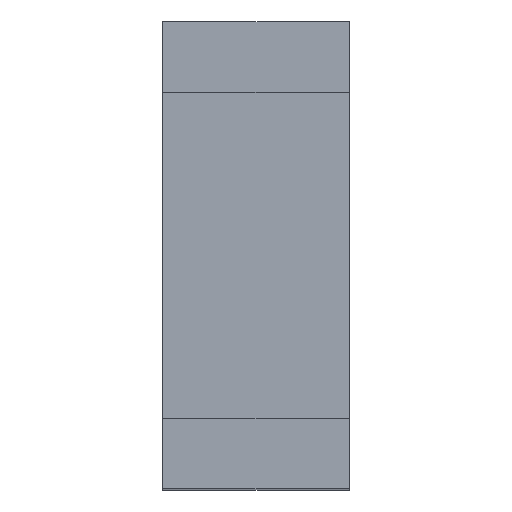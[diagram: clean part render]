
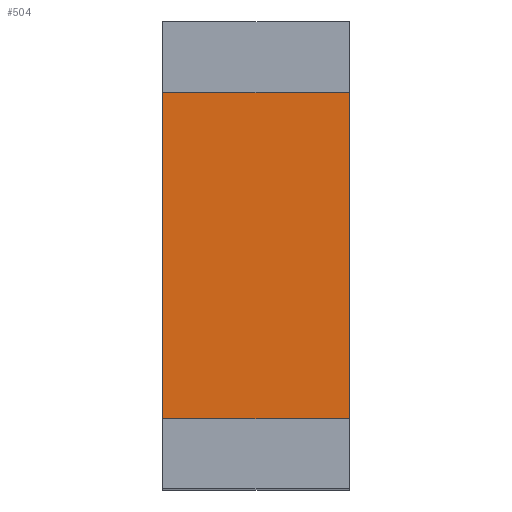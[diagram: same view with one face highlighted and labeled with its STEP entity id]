
A CAD part, top view. The second image highlights one B-rep face of the part: STEP entity #504.
In plain terms, the highlighted planar face has unit normal (0, 0, 1).
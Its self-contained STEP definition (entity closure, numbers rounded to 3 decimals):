
#4 = ORIENTED_EDGE ( 'NONE', *, *, #127, .T. ) ;
#24 = CARTESIAN_POINT ( 'NONE',  ( -4., 0., 10.4 ) ) ;
#28 = VECTOR ( 'NONE', #354, 1000. ) ;
#34 = VECTOR ( 'NONE', #968, 1000. ) ;
#57 = VERTEX_POINT ( 'NONE', #644 ) ;
#127 = EDGE_CURVE ( 'NONE', #57, #603, #180, .T. ) ;
#158 = CARTESIAN_POINT ( 'NONE',  ( 0., -7., 10.4 ) ) ;
#175 = ORIENTED_EDGE ( 'NONE', *, *, #606, .F. ) ;
#180 = LINE ( 'NONE', #24, #28 ) ;
#192 = LINE ( 'NONE', #447, #409 ) ;
#195 = ORIENTED_EDGE ( 'NONE', *, *, #986, .T. ) ;
#259 = PLANE ( 'NONE',  #962 ) ;
#316 = ORIENTED_EDGE ( 'NONE', *, *, #717, .T. ) ;
#320 = LINE ( 'NONE', #158, #931 ) ;
#354 = DIRECTION ( 'NONE',  ( 0., -1., 0. ) ) ;
#368 = CARTESIAN_POINT ( 'NONE',  ( -4., -7., 10.4 ) ) ;
#387 = VERTEX_POINT ( 'NONE', #586 ) ;
#409 = VECTOR ( 'NONE', #1019, 1000. ) ;
#447 = CARTESIAN_POINT ( 'NONE',  ( 0., 7., 10.4 ) ) ;
#477 = CARTESIAN_POINT ( 'NONE',  ( 4., 0., 10.4 ) ) ;
#504 = ADVANCED_FACE ( 'NONE', ( #514 ), #259, .T. ) ;
#514 = FACE_OUTER_BOUND ( 'NONE', #619, .T. ) ;
#526 = CARTESIAN_POINT ( 'NONE',  ( 4., 7., 10.4 ) ) ;
#586 = CARTESIAN_POINT ( 'NONE',  ( 4., -7., 10.4 ) ) ;
#593 = DIRECTION ( 'NONE',  ( 1., 0., 0. ) ) ;
#603 = VERTEX_POINT ( 'NONE', #368 ) ;
#606 = EDGE_CURVE ( 'NONE', #57, #614, #192, .T. ) ;
#614 = VERTEX_POINT ( 'NONE', #526 ) ;
#619 = EDGE_LOOP ( 'NONE', ( #4, #316, #195, #175 ) ) ;
#644 = CARTESIAN_POINT ( 'NONE',  ( -4., 7., 10.4 ) ) ;
#653 = LINE ( 'NONE', #477, #34 ) ;
#717 = EDGE_CURVE ( 'NONE', #603, #387, #320, .T. ) ;
#749 = DIRECTION ( 'NONE',  ( 0., 0., 1. ) ) ;
#754 = DIRECTION ( 'NONE',  ( 1., 0., 0. ) ) ;
#926 = CARTESIAN_POINT ( 'NONE',  ( 0., 0., 10.4 ) ) ;
#931 = VECTOR ( 'NONE', #754, 1000. ) ;
#962 = AXIS2_PLACEMENT_3D ( 'NONE', #926, #749, #593 ) ;
#968 = DIRECTION ( 'NONE',  ( 0., 1., 0. ) ) ;
#986 = EDGE_CURVE ( 'NONE', #387, #614, #653, .T. ) ;
#1019 = DIRECTION ( 'NONE',  ( 1., 0., 0. ) ) ;
